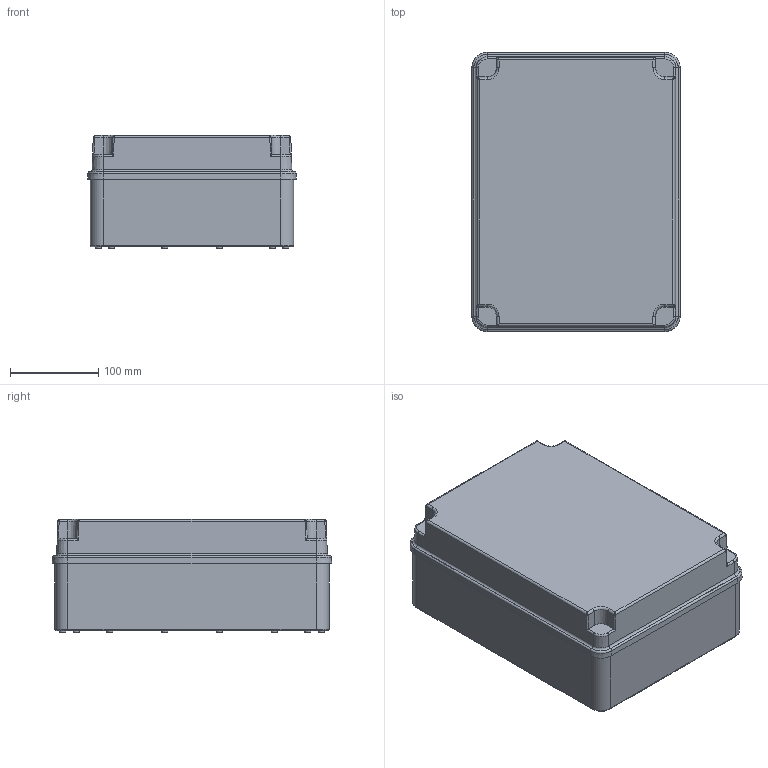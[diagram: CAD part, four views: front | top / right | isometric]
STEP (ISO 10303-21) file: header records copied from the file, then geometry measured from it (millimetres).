
FILE_DESCRIPTION((''),'2;1');
FILE_NAME('GW44209_ASM','2020-07-23T23:23:59',('user'),('Technoprobe spa'),'CREO PARAMETRIC BY PTC INC, 2019471','CREO PARAMETRIC BY PTC INC, 2019471','');
FILE_SCHEMA(('CONFIG_CONTROL_DESIGN'));
Length unit declared in the file: millimetre
Products named in the file (3): 55910657B2X1_TAB_FONDO_CASSET_L; 55910285E4XX_TAB_COPERCHIO_BASS; GW44209_ASM
Assembly tree (2 placements, depth 2):
  GW44209_ASM
    55910657B2X1_TAB_FONDO_CASSET_L
    55910285E4XX_TAB_COPERCHIO_BASS
Bounding box: 235.6 x 315.6 x 128 mm (x, y, z)
Volume: 980071.4 mm3; surface area: 607895.9 mm2
Topology: 2 solids, 2 shells, 1100 faces, 2967 edges, 1938 vertices
Faces by surface type: plane 759, cone 196, cylinder 117, torus 20, bspline 8
Entity records: 35416 total; most frequent: CARTESIAN_POINT 7635, ORIENTED_EDGE 5918, DIRECTION 5483, EDGE_CURVE 2959, VECTOR 2305, LINE 2305, VERTEX_POINT 1938, AXIS2_PLACEMENT_3D 1589
